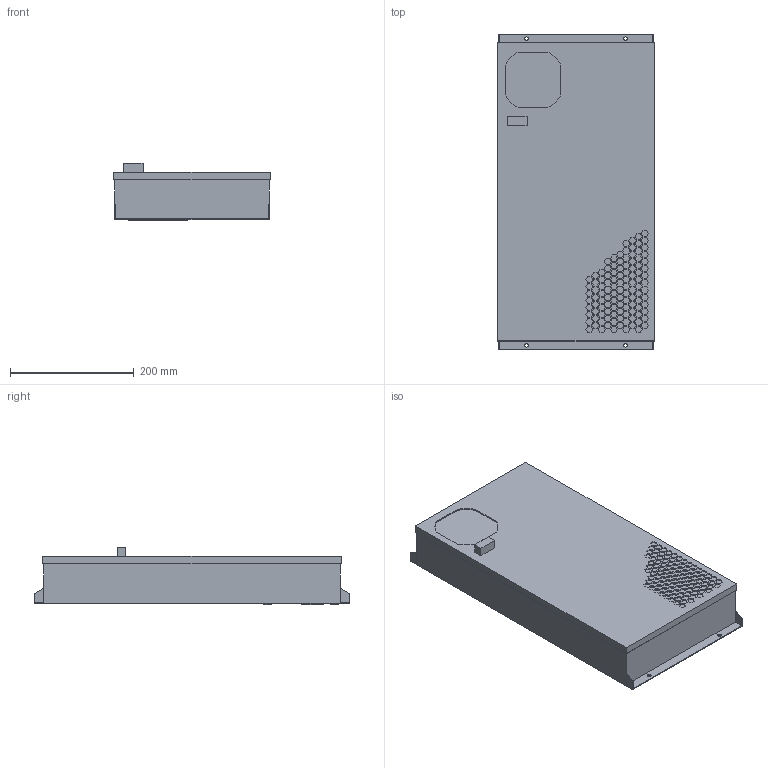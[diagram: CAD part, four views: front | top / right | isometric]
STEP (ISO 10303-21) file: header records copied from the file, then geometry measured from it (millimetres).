
FILE_DESCRIPTION (( 'STEP AP203' ), '1' );
FILE_NAME ('HEX015VA-001.STEP', '2018-04-26T02:18:13', ( '' ), ( '' ), 'SwSTEP 2.0', 'SolidWorks 2011', '' );
FILE_SCHEMA (( 'CONFIG_CONTROL_DESIGN' ));
Length unit declared in the file: millimetre
Products named in the file (1): HEX015VA-001
Bounding box: 252.6 x 510 x 93.1 mm (x, y, z)
Volume: 9227857.9 mm3; surface area: 393403.2 mm2
Topology: 1 solids, 1 shells, 1640 faces, 4226 edges, 2816 vertices
Faces by surface type: plane 1628, cylinder 12
Entity records: 48915 total; most frequent: CARTESIAN_POINT 8683, ORIENTED_EDGE 8452, DIRECTION 7532, EDGE_CURVE 4226, LINE 4202, VECTOR 4202, VERTEX_POINT 2816, EDGE_LOOP 1876
